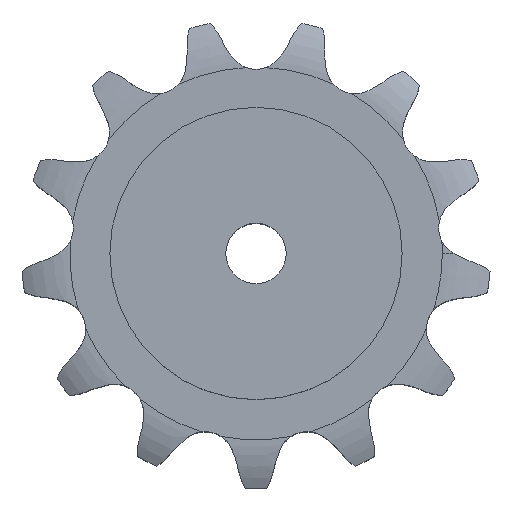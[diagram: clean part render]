
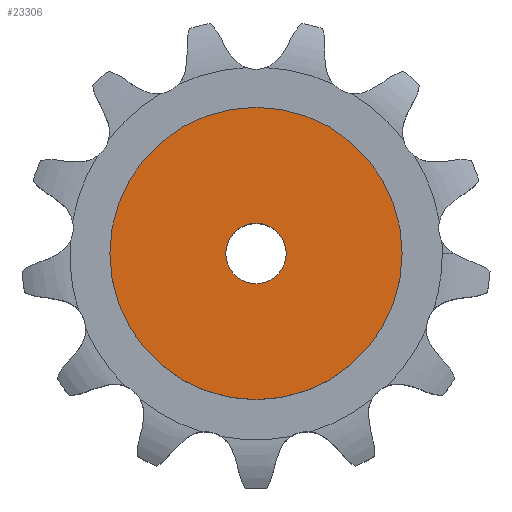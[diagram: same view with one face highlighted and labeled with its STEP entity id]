
A CAD part, top view. The second image highlights one B-rep face of the part: STEP entity #23306.
In plain terms, the highlighted planar face has unit normal (0, 0, 1).
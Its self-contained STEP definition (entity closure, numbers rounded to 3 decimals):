
#12546 = CYLINDRICAL_SURFACE('',#12547,15.);
#12547 = AXIS2_PLACEMENT_3D('',#12548,#12549,#12550);
#12548 = CARTESIAN_POINT('',(0.,0.,392.518));
#12549 = DIRECTION('',(0.,0.,1.));
#12550 = DIRECTION('',(1.,0.,0.));
#15861 = EDGE_CURVE('',#15862,#15862,#15864,.T.);
#15862 = VERTEX_POINT('',#15863);
#15863 = CARTESIAN_POINT('',(15.,0.,120.));
#15864 = SURFACE_CURVE('',#15865,(#15870,#15877),.PCURVE_S1.);
#15865 = CIRCLE('',#15866,15.);
#15866 = AXIS2_PLACEMENT_3D('',#15867,#15868,#15869);
#15867 = CARTESIAN_POINT('',(0.,0.,120.));
#15868 = DIRECTION('',(0.,0.,1.));
#15869 = DIRECTION('',(1.,0.,0.));
#15870 = PCURVE('',#12546,#15871);
#15871 = DEFINITIONAL_REPRESENTATION('',(#15872),#15876);
#15872 = LINE('',#15873,#15874);
#15873 = CARTESIAN_POINT('',(0.,-272.518));
#15874 = VECTOR('',#15875,1.);
#15875 = DIRECTION('',(1.,0.));
#15876 = ( GEOMETRIC_REPRESENTATION_CONTEXT(2) 
PARAMETRIC_REPRESENTATION_CONTEXT() REPRESENTATION_CONTEXT('2D SPACE',''
  ) );
#15877 = PCURVE('',#15878,#15883);
#15878 = PLANE('',#15879);
#15879 = AXIS2_PLACEMENT_3D('',#15880,#15881,#15882);
#15880 = CARTESIAN_POINT('',(0.,0.,120.)
  );
#15881 = DIRECTION('',(0.,0.,1.));
#15882 = DIRECTION('',(1.,0.,0.));
#15883 = DEFINITIONAL_REPRESENTATION('',(#15884),#15888);
#15884 = CIRCLE('',#15885,15.);
#15885 = AXIS2_PLACEMENT_2D('',#15886,#15887);
#15886 = CARTESIAN_POINT('',(0.,0.));
#15887 = DIRECTION('',(1.,0.));
#15888 = ( GEOMETRIC_REPRESENTATION_CONTEXT(2) 
PARAMETRIC_REPRESENTATION_CONTEXT() REPRESENTATION_CONTEXT('2D SPACE',''
  ) );
#23306 = ADVANCED_FACE('',(#23307,#23338),#15878,.T.);
#23307 = FACE_BOUND('',#23308,.T.);
#23308 = EDGE_LOOP('',(#23309));
#23309 = ORIENTED_EDGE('',*,*,#23310,.T.);
#23310 = EDGE_CURVE('',#23311,#23311,#23313,.T.);
#23311 = VERTEX_POINT('',#23312);
#23312 = CARTESIAN_POINT('',(72.5,0.,120.));
#23313 = SURFACE_CURVE('',#23314,(#23319,#23326),.PCURVE_S1.);
#23314 = CIRCLE('',#23315,72.5);
#23315 = AXIS2_PLACEMENT_3D('',#23316,#23317,#23318);
#23316 = CARTESIAN_POINT('',(0.,0.,120.));
#23317 = DIRECTION('',(0.,0.,1.));
#23318 = DIRECTION('',(1.,0.,0.));
#23319 = PCURVE('',#15878,#23320);
#23320 = DEFINITIONAL_REPRESENTATION('',(#23321),#23325);
#23321 = CIRCLE('',#23322,72.5);
#23322 = AXIS2_PLACEMENT_2D('',#23323,#23324);
#23323 = CARTESIAN_POINT('',(0.,0.));
#23324 = DIRECTION('',(1.,0.));
#23325 = ( GEOMETRIC_REPRESENTATION_CONTEXT(2) 
PARAMETRIC_REPRESENTATION_CONTEXT() REPRESENTATION_CONTEXT('2D SPACE',''
  ) );
#23326 = PCURVE('',#23327,#23332);
#23327 = CYLINDRICAL_SURFACE('',#23328,72.5);
#23328 = AXIS2_PLACEMENT_3D('',#23329,#23330,#23331);
#23329 = CARTESIAN_POINT('',(0.,0.,0.));
#23330 = DIRECTION('',(-0.,-0.,-1.));
#23331 = DIRECTION('',(1.,0.,0.));
#23332 = DEFINITIONAL_REPRESENTATION('',(#23333),#23337);
#23333 = LINE('',#23334,#23335);
#23334 = CARTESIAN_POINT('',(-0.,-120.));
#23335 = VECTOR('',#23336,1.);
#23336 = DIRECTION('',(-1.,0.));
#23337 = ( GEOMETRIC_REPRESENTATION_CONTEXT(2) 
PARAMETRIC_REPRESENTATION_CONTEXT() REPRESENTATION_CONTEXT('2D SPACE',''
  ) );
#23338 = FACE_BOUND('',#23339,.T.);
#23339 = EDGE_LOOP('',(#23340));
#23340 = ORIENTED_EDGE('',*,*,#15861,.F.);
